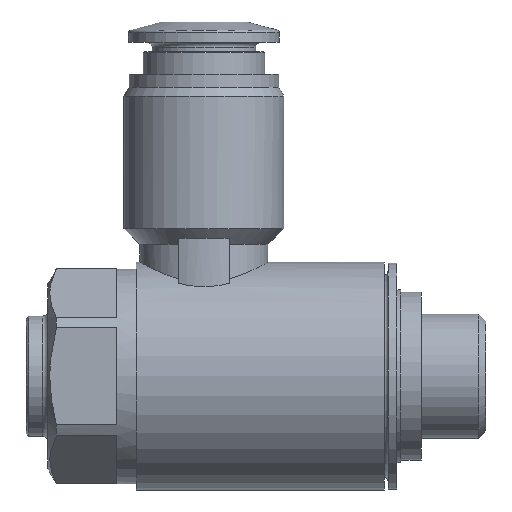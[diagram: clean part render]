
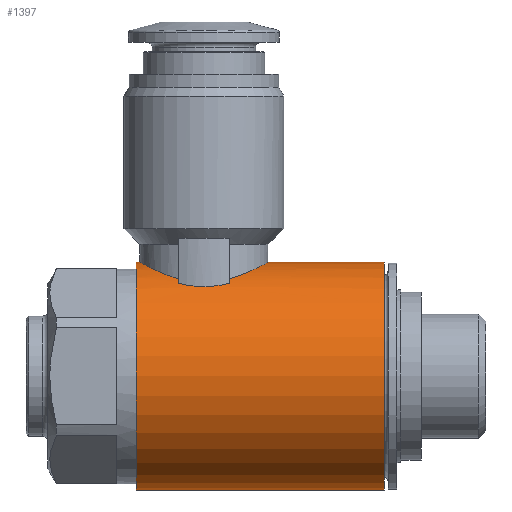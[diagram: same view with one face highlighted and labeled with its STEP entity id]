
A CAD part, left-side view. The second image highlights one B-rep face of the part: STEP entity #1397.
In plain terms, the highlighted cylindrical face has radius 8.9 mm (diameter 17.8 mm), a full revolution.
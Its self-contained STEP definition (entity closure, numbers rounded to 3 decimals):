
#131=B_SPLINE_CURVE_WITH_KNOTS('',3,(#1940,#1941,#1942,#1943,#1944,#1945,
#1946,#1947,#1948),.UNSPECIFIED.,.F.,.F.,(4,1,1,1,1,1,4),(0.002,
0.005,0.007,0.008,0.009,
0.011,0.014),.UNSPECIFIED.);
#132=B_SPLINE_CURVE_WITH_KNOTS('',3,(#1953,#1954,#1955,#1956,#1957),
 .UNSPECIFIED.,.F.,.F.,(4,1,4),(0.,0.002,0.004),
 .UNSPECIFIED.);
#133=B_SPLINE_CURVE_WITH_KNOTS('',3,(#1961,#1962,#1963,#1964,#1965,#1966,
#1967,#1968,#1969),.UNSPECIFIED.,.F.,.F.,(4,1,1,1,1,1,4),(0.018,
0.021,0.022,0.024,0.025,
0.027,0.03),.UNSPECIFIED.);
#134=B_SPLINE_CURVE_WITH_KNOTS('',3,(#1973,#1974,#1975,#1976,#1977),
 .UNSPECIFIED.,.F.,.F.,(4,1,4),(0.,0.002,0.004),
 .UNSPECIFIED.);
#151=ORIENTED_EDGE('',*,*,#381,.F.);
#152=ORIENTED_EDGE('',*,*,#382,.T.);
#153=ORIENTED_EDGE('',*,*,#383,.F.);
#154=ORIENTED_EDGE('',*,*,#384,.F.);
#155=ORIENTED_EDGE('',*,*,#385,.F.);
#156=ORIENTED_EDGE('',*,*,#386,.F.);
#157=ORIENTED_EDGE('',*,*,#387,.F.);
#158=ORIENTED_EDGE('',*,*,#388,.F.);
#159=ORIENTED_EDGE('',*,*,#389,.F.);
#160=ORIENTED_EDGE('',*,*,#390,.F.);
#381=EDGE_CURVE('',#496,#496,#586,.T.);
#382=EDGE_CURVE('',#497,#497,#587,.T.);
#383=EDGE_CURVE('',#498,#499,#131,.T.);
#384=EDGE_CURVE('',#500,#498,#588,.T.);
#385=EDGE_CURVE('',#501,#500,#132,.T.);
#386=EDGE_CURVE('',#502,#501,#589,.T.);
#387=EDGE_CURVE('',#503,#502,#133,.T.);
#388=EDGE_CURVE('',#504,#503,#590,.T.);
#389=EDGE_CURVE('',#505,#504,#134,.T.);
#390=EDGE_CURVE('',#499,#505,#591,.T.);
#496=VERTEX_POINT('',#1937);
#497=VERTEX_POINT('',#1939);
#498=VERTEX_POINT('',#1949);
#499=VERTEX_POINT('',#1950);
#500=VERTEX_POINT('',#1952);
#501=VERTEX_POINT('',#1958);
#502=VERTEX_POINT('',#1960);
#503=VERTEX_POINT('',#1970);
#504=VERTEX_POINT('',#1972);
#505=VERTEX_POINT('',#1978);
#586=CIRCLE('',#1474,8.9);
#587=CIRCLE('',#1475,8.9);
#588=CIRCLE('',#1476,8.9);
#589=CIRCLE('',#1477,8.9);
#590=CIRCLE('',#1478,8.9);
#591=CIRCLE('',#1479,8.9);
#653=EDGE_LOOP('',(#151));
#654=EDGE_LOOP('',(#152));
#655=EDGE_LOOP('',(#153,#154,#155,#156,#157,#158,#159,#160));
#769=FACE_BOUND('',#653,.T.);
#770=FACE_BOUND('',#654,.T.);
#771=FACE_BOUND('',#655,.T.);
#884=CYLINDRICAL_SURFACE('',#1473,8.9);
#1397=ADVANCED_FACE('',(#769,#770,#771),#884,.T.);
#1473=AXIS2_PLACEMENT_3D('',#1935,#1613,#1614);
#1474=AXIS2_PLACEMENT_3D('',#1936,#1615,#1616);
#1475=AXIS2_PLACEMENT_3D('',#1938,#1617,#1618);
#1476=AXIS2_PLACEMENT_3D('',#1951,#1619,#1620);
#1477=AXIS2_PLACEMENT_3D('',#1959,#1621,#1622);
#1478=AXIS2_PLACEMENT_3D('',#1971,#1623,#1624);
#1479=AXIS2_PLACEMENT_3D('',#1979,#1625,#1626);
#1613=DIRECTION('',(0.,-1.,0.));
#1614=DIRECTION('',(0.,0.,-1.));
#1615=DIRECTION('',(0.,-1.,0.));
#1616=DIRECTION('',(0.,0.,-1.));
#1617=DIRECTION('',(0.,-1.,0.));
#1618=DIRECTION('',(0.,0.,-1.));
#1619=DIRECTION('',(0.,1.,0.));
#1620=DIRECTION('',(0.,0.,1.));
#1621=DIRECTION('',(0.,-1.,0.));
#1622=DIRECTION('',(0.,0.,-1.));
#1623=DIRECTION('',(0.,-1.,0.));
#1624=DIRECTION('',(0.,0.,-1.));
#1625=DIRECTION('',(0.,1.,0.));
#1626=DIRECTION('',(0.,0.,1.));
#1935=CARTESIAN_POINT('',(0.,-5.05,0.));
#1936=CARTESIAN_POINT('',(0.,2.9,0.));
#1937=CARTESIAN_POINT('',(0.,2.9,-8.9));
#1938=CARTESIAN_POINT('',(0.,22.3,0.));
#1939=CARTESIAN_POINT('',(0.,22.3,-8.9));
#1940=CARTESIAN_POINT('',(-4.583,15.,7.63));
#1941=CARTESIAN_POINT('',(-4.197,14.117,7.861));
#1942=CARTESIAN_POINT('',(-3.248,12.991,8.365));
#1943=CARTESIAN_POINT('',(-1.492,12.152,8.813));
#1944=CARTESIAN_POINT('',(-0.008,11.925,8.943));
#1945=CARTESIAN_POINT('',(1.484,12.149,8.815));
#1946=CARTESIAN_POINT('',(3.254,12.993,8.364));
#1947=CARTESIAN_POINT('',(4.199,14.121,7.86));
#1948=CARTESIAN_POINT('',(4.583,15.,7.63));
#1949=CARTESIAN_POINT('',(-4.583,15.,7.63));
#1950=CARTESIAN_POINT('',(4.583,15.,7.63));
#1951=CARTESIAN_POINT('',(0.,15.,0.));
#1952=CARTESIAN_POINT('',(-5.123,15.,7.277));
#1953=CARTESIAN_POINT('',(-5.123,19.,7.277));
#1954=CARTESIAN_POINT('',(-5.368,18.372,7.105));
#1955=CARTESIAN_POINT('',(-5.631,17.002,6.889));
#1956=CARTESIAN_POINT('',(-5.369,15.628,7.105));
#1957=CARTESIAN_POINT('',(-5.123,15.,7.277));
#1958=CARTESIAN_POINT('',(-5.123,19.,7.277));
#1959=CARTESIAN_POINT('',(0.,19.,0.));
#1960=CARTESIAN_POINT('',(-4.583,19.,7.63));
#1961=CARTESIAN_POINT('',(4.583,19.,7.63));
#1962=CARTESIAN_POINT('',(4.195,19.887,7.862));
#1963=CARTESIAN_POINT('',(3.249,21.008,8.365));
#1964=CARTESIAN_POINT('',(1.495,21.847,8.813));
#1965=CARTESIAN_POINT('',(0.008,22.075,8.943));
#1966=CARTESIAN_POINT('',(-1.483,21.851,8.815));
#1967=CARTESIAN_POINT('',(-3.253,21.008,8.364));
#1968=CARTESIAN_POINT('',(-4.199,19.878,7.86));
#1969=CARTESIAN_POINT('',(-4.583,19.,7.63));
#1970=CARTESIAN_POINT('',(4.583,19.,7.63));
#1971=CARTESIAN_POINT('',(0.,19.,0.));
#1972=CARTESIAN_POINT('',(5.123,19.,7.277));
#1973=CARTESIAN_POINT('',(5.123,15.,7.277));
#1974=CARTESIAN_POINT('',(5.368,15.628,7.105));
#1975=CARTESIAN_POINT('',(5.631,16.998,6.889));
#1976=CARTESIAN_POINT('',(5.369,18.372,7.105));
#1977=CARTESIAN_POINT('',(5.123,19.,7.277));
#1978=CARTESIAN_POINT('',(5.123,15.,7.277));
#1979=CARTESIAN_POINT('',(0.,15.,0.));
